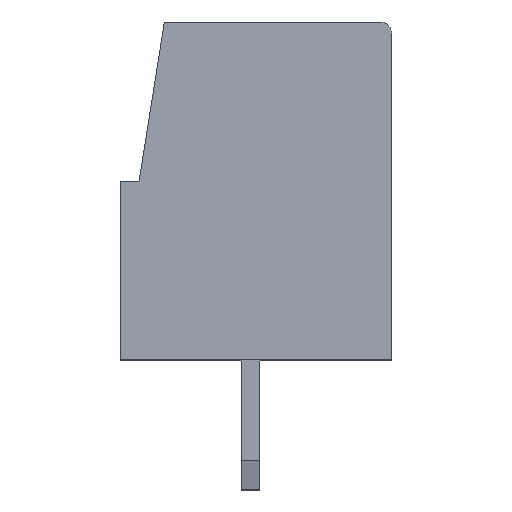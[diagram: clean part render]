
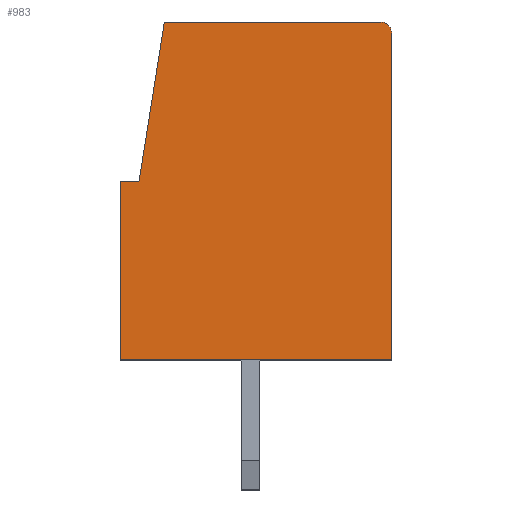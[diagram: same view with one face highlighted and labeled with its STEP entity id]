
A CAD part, left-side view. The second image highlights one B-rep face of the part: STEP entity #983.
In plain terms, the highlighted planar face has unit normal (-1, 0, 0).
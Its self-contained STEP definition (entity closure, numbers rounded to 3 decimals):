
#983 = ADVANCED_FACE( '', ( #2430 ), #2431, .F. );
#2430 = FACE_OUTER_BOUND( '', #4434, .T. );
#2431 = PLANE( '', #4435 );
#4434 = EDGE_LOOP( '', ( #7179, #7180, #7181, #7182, #7183, #7184, #7185 ) );
#4435 = AXIS2_PLACEMENT_3D( '', #7186, #7187, #7188 );
#7179 = ORIENTED_EDGE( '', *, *, #12413, .T. );
#7180 = ORIENTED_EDGE( '', *, *, #12414, .F. );
#7181 = ORIENTED_EDGE( '', *, *, #12415, .F. );
#7182 = ORIENTED_EDGE( '', *, *, #12416, .T. );
#7183 = ORIENTED_EDGE( '', *, *, #12417, .T. );
#7184 = ORIENTED_EDGE( '', *, *, #12418, .T. );
#7185 = ORIENTED_EDGE( '', *, *, #12419, .T. );
#7186 = CARTESIAN_POINT( '', ( -1.905, -11.88, 0. ) );
#7187 = DIRECTION( '', ( 1., 0., 0. ) );
#7188 = DIRECTION( '', ( 0., 0., 1. ) );
#12413 = EDGE_CURVE( '', #15152, #15153, #15154, .T. );
#12414 = EDGE_CURVE( '', #15155, #15153, #15156, .T. );
#12415 = EDGE_CURVE( '', #15157, #15155, #15158, .T. );
#12416 = EDGE_CURVE( '', #15157, #15159, #15160, .T. );
#12417 = EDGE_CURVE( '', #15159, #15161, #15162, .T. );
#12418 = EDGE_CURVE( '', #15161, #15163, #15164, .T. );
#12419 = EDGE_CURVE( '', #15163, #15152, #15165, .T. );
#15152 = VERTEX_POINT( '', #18969 );
#15153 = VERTEX_POINT( '', #18970 );
#15154 = LINE( '', #18971, #18972 );
#15155 = VERTEX_POINT( '', #18973 );
#15156 = CIRCLE( '', #18974, 0.3 );
#15157 = VERTEX_POINT( '', #18975 );
#15158 = LINE( '', #18976, #18977 );
#15159 = VERTEX_POINT( '', #18978 );
#15160 = LINE( '', #18979, #18980 );
#15161 = VERTEX_POINT( '', #18981 );
#15162 = LINE( '', #18982, #18983 );
#15163 = VERTEX_POINT( '', #18984 );
#15164 = LINE( '', #18985, #18986 );
#15165 = LINE( '', #18987, #18988 );
#18969 = CARTESIAN_POINT( '', ( -1.905, -7.3, 0. ) );
#18970 = CARTESIAN_POINT( '', ( -1.905, -7.3, 8.8 ) );
#18971 = CARTESIAN_POINT( '', ( -1.905, -7.3, 0. ) );
#18972 = VECTOR( '', #22638, 1000. );
#18973 = CARTESIAN_POINT( '', ( -1.905, -7., 9.1 ) );
#18974 = AXIS2_PLACEMENT_3D( '', #22639, #22640, #22641 );
#18975 = CARTESIAN_POINT( '', ( -1.905, -1.181, 9.1 ) );
#18976 = CARTESIAN_POINT( '', ( -1.905, -3.5, 9.1 ) );
#18977 = VECTOR( '', #22642, 1000. );
#18978 = CARTESIAN_POINT( '', ( -1.905, -0.5, 4.8 ) );
#18979 = CARTESIAN_POINT( '', ( -1.905, 0.26, 0. ) );
#18980 = VECTOR( '', #22643, 1000. );
#18981 = CARTESIAN_POINT( '', ( -1.905, 0., 4.8 ) );
#18982 = CARTESIAN_POINT( '', ( -1.905, -3.5, 4.8 ) );
#18983 = VECTOR( '', #22644, 1000. );
#18984 = CARTESIAN_POINT( '', ( -1.905, 0., 0. ) );
#18985 = CARTESIAN_POINT( '', ( -1.905, 0., 0. ) );
#18986 = VECTOR( '', #22645, 1000. );
#18987 = CARTESIAN_POINT( '', ( -1.905, -3.5, 0. ) );
#18988 = VECTOR( '', #22646, 1000. );
#22638 = DIRECTION( '', ( 0., 0., 1. ) );
#22639 = CARTESIAN_POINT( '', ( -1.905, -7., 8.8 ) );
#22640 = DIRECTION( '', ( 1., 0., 0. ) );
#22641 = DIRECTION( '', ( 0., -1., 0. ) );
#22642 = DIRECTION( '', ( 0., -1., 0. ) );
#22643 = DIRECTION( '', ( 0., 0.156, -0.988 ) );
#22644 = DIRECTION( '', ( 0., 1., 0. ) );
#22645 = DIRECTION( '', ( 0., 0., -1. ) );
#22646 = DIRECTION( '', ( 0., -1., 0. ) );
